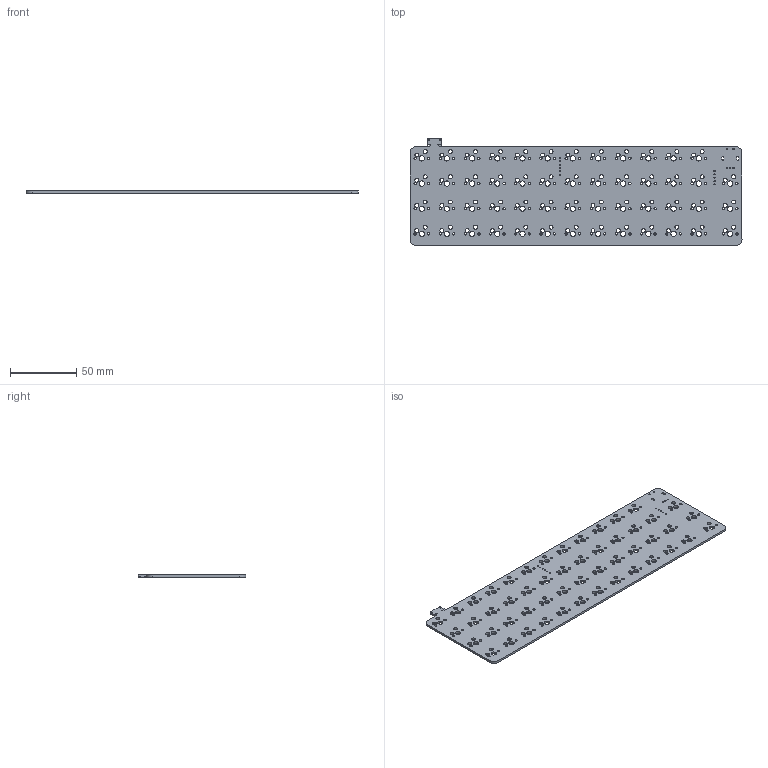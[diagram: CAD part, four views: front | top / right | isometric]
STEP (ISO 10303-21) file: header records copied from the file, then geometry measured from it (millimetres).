
FILE_DESCRIPTION(('KiCad electronic assembly'),'2;1');
FILE_NAME('pcb_hs.step','2022-03-21T19:03:38',('Pcbnew'),('Kicad'), 'Open CASCADE STEP processor 7.6','KiCad to STEP converter','Unknown' );
FILE_SCHEMA(('AUTOMOTIVE_DESIGN { 1 0 10303 214 1 1 1 1 }'));
Length unit declared in the file: millimetre
Products named in the file (2): pcb_hs 1; pcb PCB
Assembly tree (1 placements, depth 2):
  pcb_hs 1
    pcb PCB
Bounding box: 251.22 x 81.26 x 1.6 mm (x, y, z)
Volume: 27627.7 mm3; surface area: 39164.5 mm2
Topology: 1 solids, 1 shells, 315 faces, 939 edges, 626 vertices
Faces by surface type: cylinder 293, plane 22
Full cylindrical faces by diameter (mm): 0.65 x2, 0.813 x11, 1 x5, 1.75 x102, 3 x102, 3.988 x51
Entity records: 26067 total; most frequent: CARTESIAN_POINT 7276, DIRECTION 3451, ORIENTED_EDGE 1878, PCURVE 1878, DEFINITIONAL_REPRESENTATION 1878, LINE 1645, VECTOR 1645, EDGE_CURVE 939
